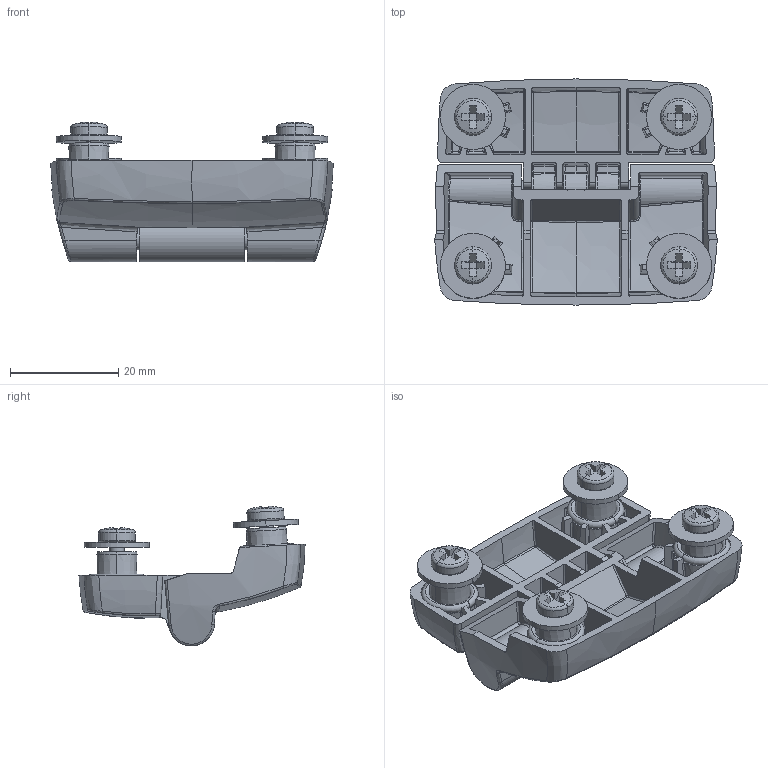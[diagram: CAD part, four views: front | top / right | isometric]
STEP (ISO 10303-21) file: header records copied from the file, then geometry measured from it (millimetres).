
FILE_DESCRIPTION((''),'2;1');
FILE_NAME('OHI1_HINGE_ASM','2017-05-24T',('kjell_andersson'),(''),'CREO PARAMETRIC BY PTC INC, 2015290','CREO PARAMETRIC BY PTC INC, 2015290','');
FILE_SCHEMA(('AUTOMOTIVE_DESIGN { 1 0 10303 214 1 1 1 1 }'));
Products named in the file (8): PMR2754_HINGE_BASE; PMR2753_HINGE_COVER; CUBO_O_SARANATAPPI_NEW; O7_5X1_5; PT40X11-2; PUA39; PLP62_ASM; OHI1_HINGE_ASM
Assembly tree (13 placements, depth 3):
  OHI1_HINGE_ASM
    PMR2754_HINGE_BASE
    PMR2753_HINGE_COVER
    CUBO_O_SARANATAPPI_NEW
    O7_5X1_5  x4
    PLP62_ASM  x4
      PT40X11-2
      PUA39
Bounding box: 52.12 x 41.69 x 25.76 mm (x, y, z)
Volume: 11707.5 mm3; surface area: 14084 mm2
Topology: 15 solids, 15 shells, 873 faces, 2133 edges, 1298 vertices
Faces by surface type: bspline 268, plane 267, cone 112, cylinder 96, sphere 74, torus 56
Entity records: 45749 total; most frequent: CARTESIAN_POINT 20615, ORIENTED_EDGE 3582, DIRECTION 2531, PRESENTATION_STYLE_ASSIGNMENT 1843, EDGE_CURVE 1791, STYLED_ITEM 1695, CURVE_STYLE 1691, VERTEX_POINT 1091
